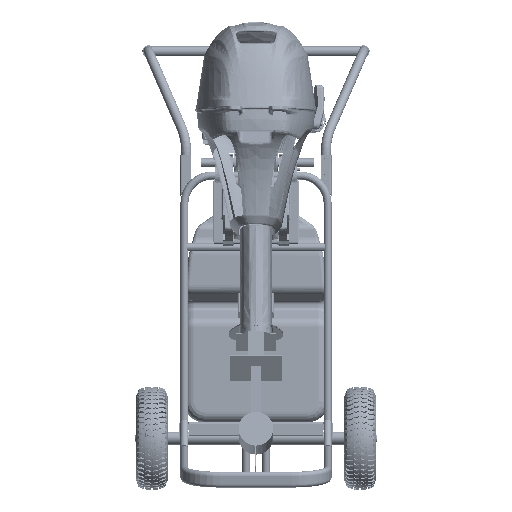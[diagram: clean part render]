
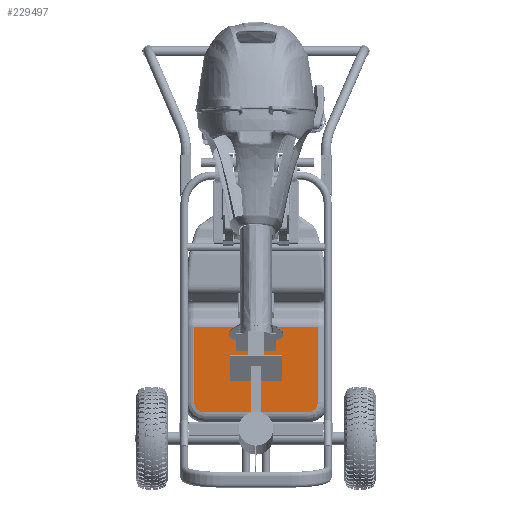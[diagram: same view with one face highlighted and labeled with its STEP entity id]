
A CAD part, top view. The second image highlights one B-rep face of the part: STEP entity #229497.
In plain terms, the highlighted planar face has unit normal (0, 0, 1).
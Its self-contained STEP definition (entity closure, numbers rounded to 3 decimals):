
#229497 = ADVANCED_FACE('',(#229498),#229550,.F.);
#229498 = FACE_BOUND('',#229499,.T.);
#229499 = EDGE_LOOP('',(#229500,#229510,#229518,#229527,#229535,#229544)
  );
#229500 = ORIENTED_EDGE('',*,*,#229501,.F.);
#229501 = EDGE_CURVE('',#229502,#229504,#229506,.T.);
#229502 = VERTEX_POINT('',#229503);
#229503 = CARTESIAN_POINT('',(-155.,410.566,130.));
#229504 = VERTEX_POINT('',#229505);
#229505 = CARTESIAN_POINT('',(155.,410.566,130.));
#229506 = LINE('',#229507,#229508);
#229507 = CARTESIAN_POINT('',(-180.,410.566,130.));
#229508 = VECTOR('',#229509,1.);
#229509 = DIRECTION('',(1.,0.,0.));
#229510 = ORIENTED_EDGE('',*,*,#229511,.T.);
#229511 = EDGE_CURVE('',#229502,#229512,#229514,.T.);
#229512 = VERTEX_POINT('',#229513);
#229513 = CARTESIAN_POINT('',(-155.,220.,130.));
#229514 = LINE('',#229515,#229516);
#229515 = CARTESIAN_POINT('',(-155.,220.,130.));
#229516 = VECTOR('',#229517,1.);
#229517 = DIRECTION('',(0.,-1.,0.));
#229518 = ORIENTED_EDGE('',*,*,#229519,.T.);
#229519 = EDGE_CURVE('',#229512,#229520,#229522,.T.);
#229520 = VERTEX_POINT('',#229521);
#229521 = CARTESIAN_POINT('',(-130.,195.,130.));
#229522 = CIRCLE('',#229523,25.);
#229523 = AXIS2_PLACEMENT_3D('',#229524,#229525,#229526);
#229524 = CARTESIAN_POINT('',(-130.,220.,130.));
#229525 = DIRECTION('',(0.,0.,1.));
#229526 = DIRECTION('',(0.,-1.,0.));
#229527 = ORIENTED_EDGE('',*,*,#229528,.T.);
#229528 = EDGE_CURVE('',#229520,#229529,#229531,.T.);
#229529 = VERTEX_POINT('',#229530);
#229530 = CARTESIAN_POINT('',(130.,195.,130.));
#229531 = LINE('',#229532,#229533);
#229532 = CARTESIAN_POINT('',(-180.,195.,130.));
#229533 = VECTOR('',#229534,1.);
#229534 = DIRECTION('',(1.,0.,0.));
#229535 = ORIENTED_EDGE('',*,*,#229536,.T.);
#229536 = EDGE_CURVE('',#229529,#229537,#229539,.T.);
#229537 = VERTEX_POINT('',#229538);
#229538 = CARTESIAN_POINT('',(155.,220.,130.));
#229539 = CIRCLE('',#229540,25.);
#229540 = AXIS2_PLACEMENT_3D('',#229541,#229542,#229543);
#229541 = CARTESIAN_POINT('',(130.,220.,130.));
#229542 = DIRECTION('',(0.,0.,1.));
#229543 = DIRECTION('',(0.,-1.,0.));
#229544 = ORIENTED_EDGE('',*,*,#229545,.T.);
#229545 = EDGE_CURVE('',#229537,#229504,#229546,.T.);
#229546 = LINE('',#229547,#229548);
#229547 = CARTESIAN_POINT('',(155.,170.,130.));
#229548 = VECTOR('',#229549,1.);
#229549 = DIRECTION('',(0.,1.,0.));
#229550 = PLANE('',#229551);
#229551 = AXIS2_PLACEMENT_3D('',#229552,#229553,#229554);
#229552 = CARTESIAN_POINT('',(-180.,170.,130.));
#229553 = DIRECTION('',(0.,0.,-1.));
#229554 = DIRECTION('',(0.,-1.,0.));
